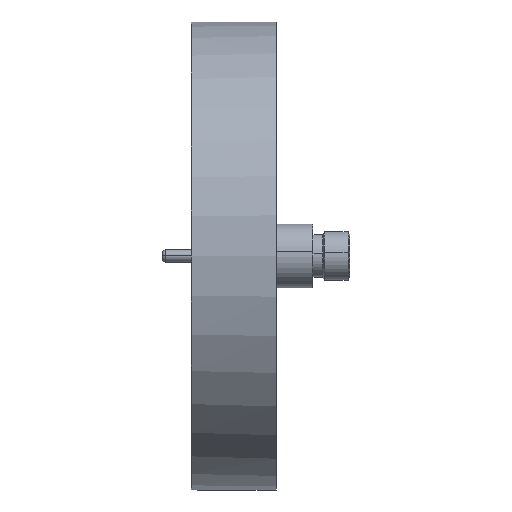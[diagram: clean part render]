
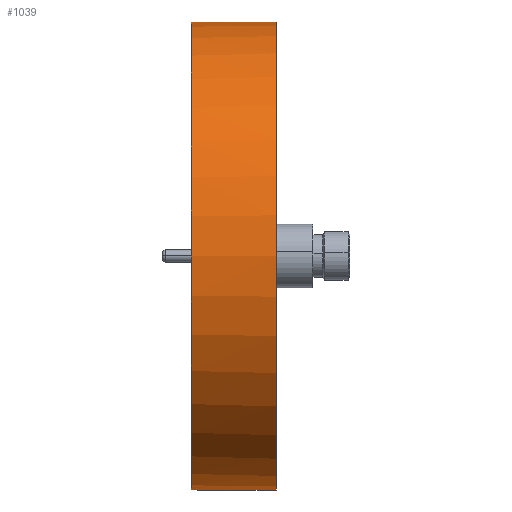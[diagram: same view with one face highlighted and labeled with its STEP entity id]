
A CAD part, left-side view. The second image highlights one B-rep face of the part: STEP entity #1039.
In plain terms, the highlighted cylindrical face has radius 34.95 mm (diameter 69.9 mm), a partial arc.
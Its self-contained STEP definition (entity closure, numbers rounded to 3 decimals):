
#14 = AXIS2_PLACEMENT_3D ( 'NONE', #1856, #491, #1399 ) ;
#41 = VERTEX_POINT ( 'NONE', #1858 ) ;
#71 = DIRECTION ( 'NONE',  ( 0., 1., 0. ) ) ;
#80 = CARTESIAN_POINT ( 'NONE',  ( 0., -12.7, -34.95 ) ) ;
#116 = ORIENTED_EDGE ( 'NONE', *, *, #292, .T. ) ;
#118 = CARTESIAN_POINT ( 'NONE',  ( -1., 0., 34.936 ) ) ;
#140 = CARTESIAN_POINT ( 'NONE',  ( -0.874, -0.504, -34.939 ) ) ;
#142 = AXIS2_PLACEMENT_3D ( 'NONE', #754, #1457, #895 ) ;
#182 = CARTESIAN_POINT ( 'NONE',  ( 0., -1., -34.95 ) ) ;
#189 = CYLINDRICAL_SURFACE ( 'NONE', #484, 34.95 ) ;
#249 = CARTESIAN_POINT ( 'NONE',  ( -1., 0., 34.936 ) ) ;
#253 = VERTEX_POINT ( 'NONE', #80 ) ;
#284 = EDGE_CURVE ( 'NONE', #1149, #868, #880, .T. ) ;
#292 = EDGE_CURVE ( 'NONE', #1132, #41, #567, .T. ) ;
#327 = EDGE_LOOP ( 'NONE', ( #1340, #784, #116, #366, #343, #830 ) ) ;
#343 = ORIENTED_EDGE ( 'NONE', *, *, #1107, .F. ) ;
#351 = CARTESIAN_POINT ( 'NONE',  ( -1., 0., -34.936 ) ) ;
#366 = ORIENTED_EDGE ( 'NONE', *, *, #483, .F. ) ;
#432 = VECTOR ( 'NONE', #71, 1000. ) ;
#459 = FACE_OUTER_BOUND ( 'NONE', #327, .T. ) ;
#472 = CARTESIAN_POINT ( 'NONE',  ( -0.974, -0.262, 34.936 ) ) ;
#483 = EDGE_CURVE ( 'NONE', #1331, #41, #1664, .T. ) ;
#484 = AXIS2_PLACEMENT_3D ( 'NONE', #1201, #1534, #1168 ) ;
#491 = DIRECTION ( 'NONE',  ( 0., 1., 0. ) ) ;
#567 = LINE ( 'NONE', #1025, #432 ) ;
#628 = CARTESIAN_POINT ( 'NONE',  ( -0.503, -0.874, 34.947 ) ) ;
#681 = CARTESIAN_POINT ( 'NONE',  ( 0., -12.7, -34.95 ) ) ;
#742 = CARTESIAN_POINT ( 'NONE',  ( -0.615, -0.8, -34.945 ) ) ;
#754 = CARTESIAN_POINT ( 'NONE',  ( 0., -12.7, 0. ) ) ;
#784 = ORIENTED_EDGE ( 'NONE', *, *, #1940, .T. ) ;
#803 = CARTESIAN_POINT ( 'NONE',  ( -0.262, -0.974, -34.949 ) ) ;
#830 = ORIENTED_EDGE ( 'NONE', *, *, #284, .T. ) ;
#868 = VERTEX_POINT ( 'NONE', #182 ) ;
#880 = B_SPLINE_CURVE_WITH_KNOTS ( 'NONE', 3,
 ( #1426, #1754, #1691, #140, #1893, #742, #935, #803, #1604, #907 ),
 .UNSPECIFIED., .F., .F.,
 ( 4, 2, 2, 2, 4 ),
 ( 0., 0., 0.001, 0.001, 0.002 ),
 .UNSPECIFIED. ) ;
#895 = DIRECTION ( 'NONE',  ( 0., 0., 1. ) ) ;
#907 = CARTESIAN_POINT ( 'NONE',  ( 0., -1., -34.95 ) ) ;
#935 = CARTESIAN_POINT ( 'NONE',  ( -0.503, -0.874, -34.947 ) ) ;
#967 = CARTESIAN_POINT ( 'NONE',  ( 0., -12.7, 34.95 ) ) ;
#1025 = CARTESIAN_POINT ( 'NONE',  ( 0., -12.7, 34.95 ) ) ;
#1039 = ADVANCED_FACE ( 'NONE', ( #459 ), #189, .T. ) ;
#1106 = CARTESIAN_POINT ( 'NONE',  ( -0.262, -0.974, 34.949 ) ) ;
#1107 = EDGE_CURVE ( 'NONE', #1149, #1331, #1704, .T. ) ;
#1132 = VERTEX_POINT ( 'NONE', #967 ) ;
#1149 = VERTEX_POINT ( 'NONE', #351 ) ;
#1168 = DIRECTION ( 'NONE',  ( 0., 0., 1. ) ) ;
#1201 = CARTESIAN_POINT ( 'NONE',  ( 0., -12.7, 0. ) ) ;
#1207 = CARTESIAN_POINT ( 'NONE',  ( 0., -1., 34.95 ) ) ;
#1252 = CARTESIAN_POINT ( 'NONE',  ( -0.615, -0.8, 34.945 ) ) ;
#1256 = DIRECTION ( 'NONE',  ( 0., 1., 0. ) ) ;
#1319 = CARTESIAN_POINT ( 'NONE',  ( -1., -0.132, 34.936 ) ) ;
#1331 = VERTEX_POINT ( 'NONE', #249 ) ;
#1340 = ORIENTED_EDGE ( 'NONE', *, *, #1721, .F. ) ;
#1382 = CARTESIAN_POINT ( 'NONE',  ( -0.13, -1., 34.95 ) ) ;
#1399 = DIRECTION ( 'NONE',  ( 0., 0., 1. ) ) ;
#1426 = CARTESIAN_POINT ( 'NONE',  ( -1., 0., -34.936 ) ) ;
#1457 = DIRECTION ( 'NONE',  ( 0., 1., 0. ) ) ;
#1534 = DIRECTION ( 'NONE',  ( 0., 1., 0. ) ) ;
#1604 = CARTESIAN_POINT ( 'NONE',  ( -0.13, -1., -34.95 ) ) ;
#1625 = CIRCLE ( 'NONE', #142, 34.95 ) ;
#1638 = CARTESIAN_POINT ( 'NONE',  ( -0.799, -0.615, 34.941 ) ) ;
#1644 = VECTOR ( 'NONE', #1256, 1000. ) ;
#1664 = B_SPLINE_CURVE_WITH_KNOTS ( 'NONE', 3,
 ( #118, #1319, #472, #1671, #1638, #1252, #628, #1106, #1382, #1207 ),
 .UNSPECIFIED., .F., .F.,
 ( 4, 2, 2, 2, 4 ),
 ( 0., 0., 0.001, 0.001, 0.002 ),
 .UNSPECIFIED. ) ;
#1671 = CARTESIAN_POINT ( 'NONE',  ( -0.874, -0.504, 34.939 ) ) ;
#1691 = CARTESIAN_POINT ( 'NONE',  ( -0.974, -0.262, -34.936 ) ) ;
#1704 = CIRCLE ( 'NONE', #14, 34.95 ) ;
#1721 = EDGE_CURVE ( 'NONE', #253, #868, #1765, .T. ) ;
#1754 = CARTESIAN_POINT ( 'NONE',  ( -1., -0.132, -34.936 ) ) ;
#1765 = LINE ( 'NONE', #681, #1644 ) ;
#1856 = CARTESIAN_POINT ( 'NONE',  ( 0., 0., 0. ) ) ;
#1858 = CARTESIAN_POINT ( 'NONE',  ( 0., -1., 34.95 ) ) ;
#1893 = CARTESIAN_POINT ( 'NONE',  ( -0.799, -0.615, -34.941 ) ) ;
#1940 = EDGE_CURVE ( 'NONE', #253, #1132, #1625, .T. ) ;
